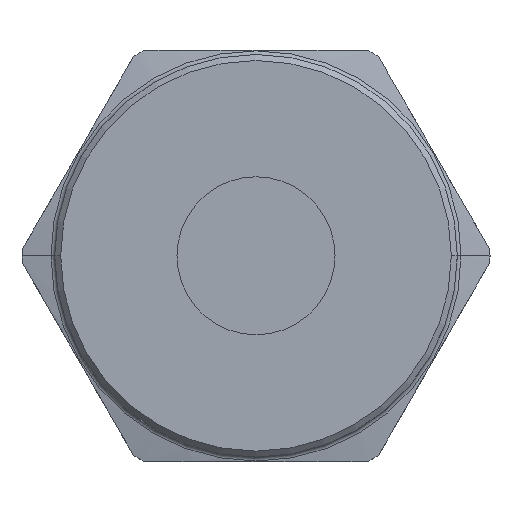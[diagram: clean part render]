
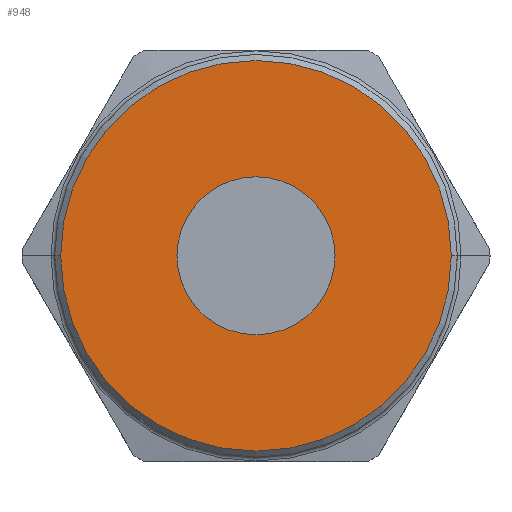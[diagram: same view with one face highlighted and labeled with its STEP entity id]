
A CAD part, top view. The second image highlights one B-rep face of the part: STEP entity #948.
In plain terms, the highlighted planar face has unit normal (0, 0, 1).
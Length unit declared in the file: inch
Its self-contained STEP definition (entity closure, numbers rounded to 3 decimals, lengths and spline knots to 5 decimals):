
#33 = CIRCLE ( 'NONE', #2015, 0.1325 ) ;
#34 = CIRCLE ( 'NONE', #2014, 0.3275 ) ;
#48 = CIRCLE ( 'NONE', #2023, 0.1325 ) ;
#205 = CIRCLE ( 'NONE', #2048, 0.3275 ) ;
#238 = EDGE_LOOP ( 'NONE', ( #2488, #2489 ) ) ;
#385 = CARTESIAN_POINT ( 'NONE',  ( 0., 0., 0.26 ) ) ;
#386 = DIRECTION ( 'NONE',  ( 0., 0., 1. ) ) ;
#387 = DIRECTION ( 'NONE',  ( 1., 0., 0. ) ) ;
#874 = EDGE_LOOP ( 'NONE', ( #2490, #2491 ) ) ;
#902 = VERTEX_POINT ( 'NONE', #2726 ) ;
#904 = VERTEX_POINT ( 'NONE', #2720 ) ;
#948 = ADVANCED_FACE ( 'NONE', ( #980, #1010 ), #2768, .T. ) ;
#980 = FACE_OUTER_BOUND ( 'NONE', #238, .T. ) ;
#1010 = FACE_BOUND ( 'NONE', #874, .T. ) ;
#1134 = CARTESIAN_POINT ( 'NONE',  ( 0., 0., 0.26 ) ) ;
#1135 = DIRECTION ( 'NONE',  ( 0., 0., 1. ) ) ;
#1136 = DIRECTION ( 'NONE',  ( 1., 0., 0. ) ) ;
#1139 = CARTESIAN_POINT ( 'NONE',  ( 0., 0., 0.26 ) ) ;
#1140 = DIRECTION ( 'NONE',  ( 0., 0., 1. ) ) ;
#1141 = DIRECTION ( 'NONE',  ( 1., 0., 0. ) ) ;
#1407 = CARTESIAN_POINT ( 'NONE',  ( 0., 0., 0.26 ) ) ;
#1408 = DIRECTION ( 'NONE',  ( 0., 0., 1. ) ) ;
#1409 = DIRECTION ( 'NONE',  ( 1., 0., 0. ) ) ;
#1758 = CARTESIAN_POINT ( 'NONE',  ( -0.3275, 0., 0.26 ) ) ;
#1781 = CARTESIAN_POINT ( 'NONE',  ( 0.3275, 0., 0.26 ) ) ;
#1876 = EDGE_CURVE ( 'NONE', #2341, #2345, #34, .T. ) ;
#1877 = EDGE_CURVE ( 'NONE', #902, #904, #33, .T. ) ;
#1897 = EDGE_CURVE ( 'NONE', #904, #902, #48, .T. ) ;
#1949 = EDGE_CURVE ( 'NONE', #2345, #2341, #205, .T. ) ;
#1996 = AXIS2_PLACEMENT_3D ( 'NONE', #2761, #2671, #2770 ) ;
#2014 = AXIS2_PLACEMENT_3D ( 'NONE', #1134, #1135, #1136 ) ;
#2015 = AXIS2_PLACEMENT_3D ( 'NONE', #1139, #1140, #1141 ) ;
#2023 = AXIS2_PLACEMENT_3D ( 'NONE', #1407, #1408, #1409 ) ;
#2048 = AXIS2_PLACEMENT_3D ( 'NONE', #385, #386, #387 ) ;
#2341 = VERTEX_POINT ( 'NONE', #1758 ) ;
#2345 = VERTEX_POINT ( 'NONE', #1781 ) ;
#2488 = ORIENTED_EDGE ( 'NONE', *, *, #1876, .T. ) ;
#2489 = ORIENTED_EDGE ( 'NONE', *, *, #1949, .T. ) ;
#2490 = ORIENTED_EDGE ( 'NONE', *, *, #1877, .F. ) ;
#2491 = ORIENTED_EDGE ( 'NONE', *, *, #1897, .F. ) ;
#2671 = DIRECTION ( 'NONE',  ( 0., 0., 1. ) ) ;
#2720 = CARTESIAN_POINT ( 'NONE',  ( -0.1325, 0., 0.26 ) ) ;
#2726 = CARTESIAN_POINT ( 'NONE',  ( 0.1325, 0., 0.26 ) ) ;
#2761 = CARTESIAN_POINT ( 'NONE',  ( 0., 0., 0.26 ) ) ;
#2768 = PLANE ( 'NONE',  #1996 ) ;
#2770 = DIRECTION ( 'NONE',  ( 1., 0., 0. ) ) ;
